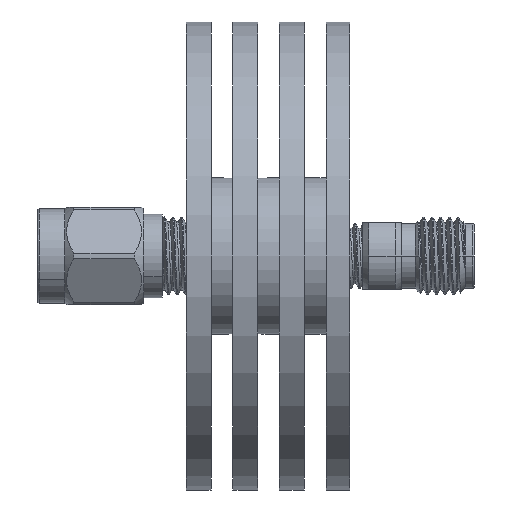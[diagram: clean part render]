
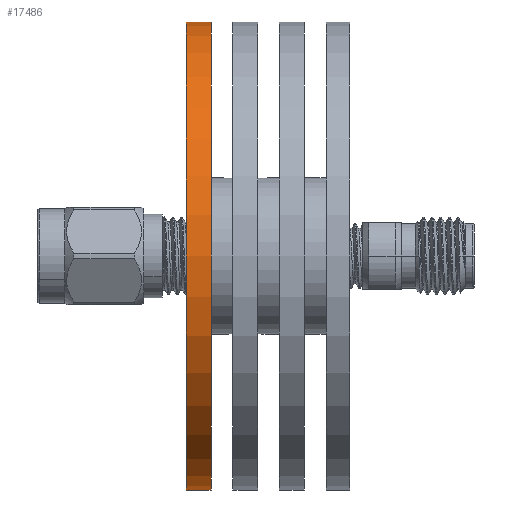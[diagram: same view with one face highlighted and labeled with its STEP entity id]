
A CAD part, front view. The second image highlights one B-rep face of the part: STEP entity #17486.
In plain terms, the highlighted cylindrical face has radius 19.05 mm (diameter 38.1 mm), a partial arc.
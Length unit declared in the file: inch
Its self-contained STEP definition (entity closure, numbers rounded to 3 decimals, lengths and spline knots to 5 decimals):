
#189 = CARTESIAN_POINT ( 'NONE',  ( 0., 0., 0.75 ) ) ;
#472 = EDGE_CURVE ( 'NONE', #9077, #23764, #16380, .T. ) ;
#672 = AXIS2_PLACEMENT_3D ( 'NONE', #10216, #12065, #14012 ) ;
#735 = DIRECTION ( 'NONE',  ( 0., 0., 1. ) ) ;
#1704 = EDGE_LOOP ( 'NONE', ( #4430, #18208, #22218, #18033 ) ) ;
#2080 = DIRECTION ( 'NONE',  ( 0., 0., 1. ) ) ;
#2293 = CIRCLE ( 'NONE', #13990, 0.75 ) ;
#3446 = CARTESIAN_POINT ( 'NONE',  ( 0., 0., -0.75 ) ) ;
#3943 = FACE_OUTER_BOUND ( 'NONE', #1704, .T. ) ;
#4070 = VERTEX_POINT ( 'NONE', #5550 ) ;
#4104 = CARTESIAN_POINT ( 'NONE',  ( 0., 0., 0. ) ) ;
#4430 = ORIENTED_EDGE ( 'NONE', *, *, #6476, .F. ) ;
#5550 = CARTESIAN_POINT ( 'NONE',  ( 0., 0., 0.75 ) ) ;
#5907 = EDGE_CURVE ( 'NONE', #23764, #4070, #7611, .T. ) ;
#6476 = EDGE_CURVE ( 'NONE', #9077, #6910, #13081, .T. ) ;
#6910 = VERTEX_POINT ( 'NONE', #16104 ) ;
#7611 = LINE ( 'NONE', #189, #13106 ) ;
#8154 = VECTOR ( 'NONE', #9182, 39.37008 ) ;
#9077 = VERTEX_POINT ( 'NONE', #14139 ) ;
#9182 = DIRECTION ( 'NONE',  ( -1., 0., 0. ) ) ;
#9415 = EDGE_CURVE ( 'NONE', #6910, #4070, #2293, .T. ) ;
#9845 = DIRECTION ( 'NONE',  ( -1., 0., 0. ) ) ;
#10216 = CARTESIAN_POINT ( 'NONE',  ( 0.08, 0., 0. ) ) ;
#11296 = DIRECTION ( 'NONE',  ( -1., 0., 0. ) ) ;
#12065 = DIRECTION ( 'NONE',  ( -1., 0., 0. ) ) ;
#13081 = LINE ( 'NONE', #3446, #8154 ) ;
#13106 = VECTOR ( 'NONE', #16870, 39.37008 ) ;
#13409 = CARTESIAN_POINT ( 'NONE',  ( 0., 0., 0. ) ) ;
#13990 = AXIS2_PLACEMENT_3D ( 'NONE', #13409, #9845, #735 ) ;
#14012 = DIRECTION ( 'NONE',  ( 0., 0., 1. ) ) ;
#14090 = AXIS2_PLACEMENT_3D ( 'NONE', #4104, #11296, #2080 ) ;
#14139 = CARTESIAN_POINT ( 'NONE',  ( 0.08, 0., -0.75 ) ) ;
#15185 = CYLINDRICAL_SURFACE ( 'NONE', #14090, 0.75 ) ;
#16104 = CARTESIAN_POINT ( 'NONE',  ( 0., 0., -0.75 ) ) ;
#16380 = CIRCLE ( 'NONE', #672, 0.75 ) ;
#16870 = DIRECTION ( 'NONE',  ( -1., 0., 0. ) ) ;
#17486 = ADVANCED_FACE ( 'NONE', ( #3943 ), #15185, .T. ) ;
#18033 = ORIENTED_EDGE ( 'NONE', *, *, #9415, .F. ) ;
#18208 = ORIENTED_EDGE ( 'NONE', *, *, #472, .T. ) ;
#21128 = CARTESIAN_POINT ( 'NONE',  ( 0.08, 0., 0.75 ) ) ;
#22218 = ORIENTED_EDGE ( 'NONE', *, *, #5907, .T. ) ;
#23764 = VERTEX_POINT ( 'NONE', #21128 ) ;
